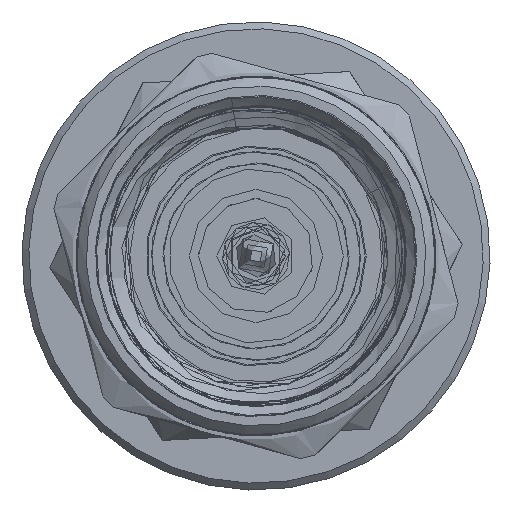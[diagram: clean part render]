
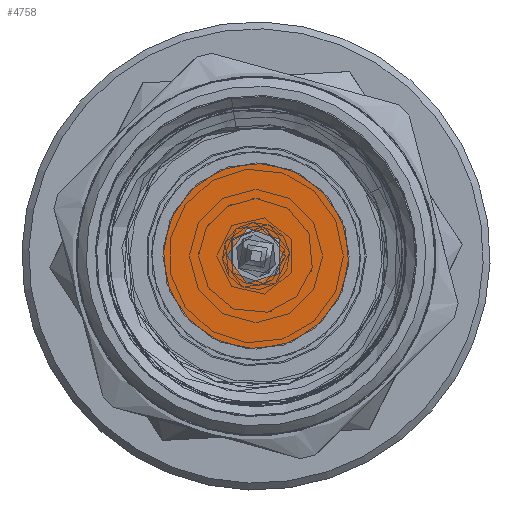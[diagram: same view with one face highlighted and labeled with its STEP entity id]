
A CAD part, front view. The second image highlights one B-rep face of the part: STEP entity #4758.
In plain terms, the highlighted planar face has unit normal (0, -1, 0).
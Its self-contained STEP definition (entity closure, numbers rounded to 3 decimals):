
#903=PLANE('',#5322);
#1187=ORIENTED_EDGE('',*,*,#2431,.T.);
#1188=ORIENTED_EDGE('',*,*,#2433,.F.);
#2431=EDGE_CURVE('',#3086,#3086,#3542,.T.);
#2433=EDGE_CURVE('',#3088,#3088,#3544,.T.);
#3086=VERTEX_POINT('',#7915);
#3088=VERTEX_POINT('',#7920);
#3542=CIRCLE('',#5317,0.635);
#3544=CIRCLE('',#5320,2.03);
#3830=EDGE_LOOP('',(#1187));
#3831=EDGE_LOOP('',(#1188));
#4265=FACE_BOUND('',#3830,.T.);
#4266=FACE_BOUND('',#3831,.T.);
#4758=ADVANCED_FACE('',(#4265,#4266),#903,.F.);
#5317=AXIS2_PLACEMENT_3D('',#7914,#5970,#5971);
#5320=AXIS2_PLACEMENT_3D('',#7919,#5976,#5977);
#5322=AXIS2_PLACEMENT_3D('',#7922,#5980,#5981);
#5970=DIRECTION('',(0.,1.,0.));
#5971=DIRECTION('',(1.,0.,0.));
#5976=DIRECTION('',(0.,1.,0.));
#5977=DIRECTION('',(1.,0.,0.));
#5980=DIRECTION('',(0.,1.,0.));
#5981=DIRECTION('',(0.,0.,1.));
#7914=CARTESIAN_POINT('',(0.,0.,0.));
#7915=CARTESIAN_POINT('',(0.635,0.,0.));
#7919=CARTESIAN_POINT('',(0.,0.,0.));
#7920=CARTESIAN_POINT('',(2.03,0.,0.));
#7922=CARTESIAN_POINT('',(0.,0.,0.));
